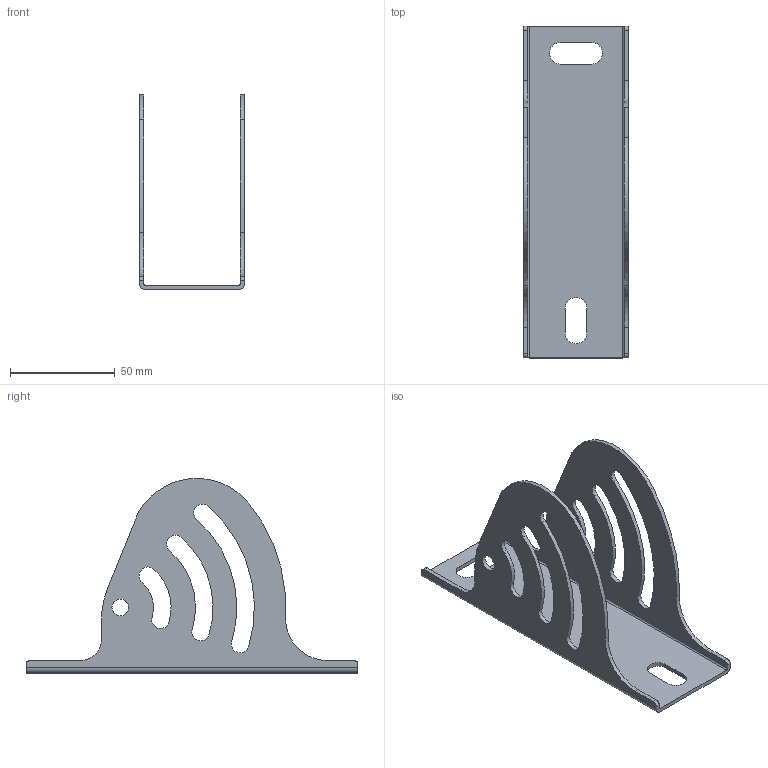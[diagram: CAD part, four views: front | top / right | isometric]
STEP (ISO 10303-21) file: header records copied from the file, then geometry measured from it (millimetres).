
FILE_DESCRIPTION (( 'STEP AP203' ), '1' );
FILE_NAME ('Êðåïëåíèå ê ïîòîëêó BSV-29_BSV2902.STEP', '2012-11-20T06:31:35', ( 'Àñååâ' ), ( '' ), 'SwSTEP 2.0', 'SolidWorks 2012', '' );
FILE_SCHEMA (( 'CONFIG_CONTROL_DESIGN' ));
Length unit declared in the file: millimetre
Products named in the file (1): Êðåïëåíèå ê ïîòîëêó BSV-29_BSV2902
Bounding box: 50 x 158.5 x 93.08 mm (x, y, z)
Volume: 37145.9 mm3; surface area: 40218.9 mm2
Topology: 1 solids, 1 shells, 68 faces, 200 edges, 134 vertices
Faces by surface type: cylinder 48, plane 20
Full cylindrical faces by diameter (mm): 8 x2
Entity records: 2405 total; most frequent: DIRECTION 430, CARTESIAN_POINT 397, ORIENTED_EDGE 392, EDGE_CURVE 196, AXIS2_PLACEMENT_3D 165, VERTEX_POINT 132, VECTOR 100, LINE 100
